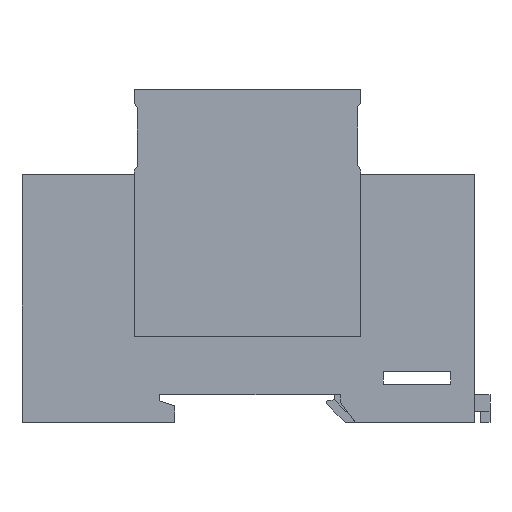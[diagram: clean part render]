
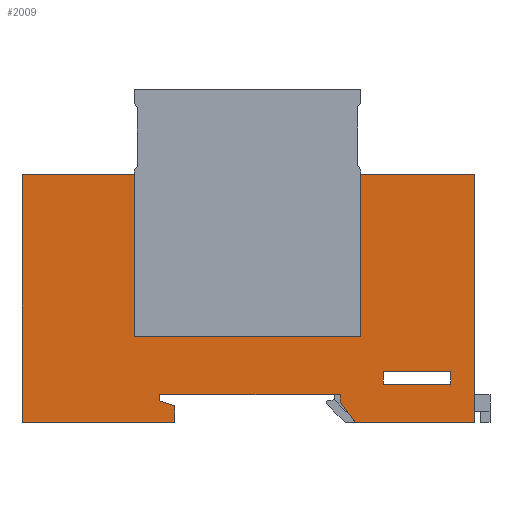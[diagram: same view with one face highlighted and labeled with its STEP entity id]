
A CAD part, left-side view. The second image highlights one B-rep face of the part: STEP entity #2009.
In plain terms, the highlighted planar face has unit normal (-1, 0, 0).
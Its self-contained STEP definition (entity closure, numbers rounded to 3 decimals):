
#40=DIRECTION('',(0.,-1.,0.));
#41=VECTOR('',#40,13.4);
#42=CARTESIAN_POINT('',(0.,18.1,10.1));
#43=LINE('',#42,#41);
#47=DIRECTION('',(0.,0.,1.));
#48=VECTOR('',#47,2.5);
#49=CARTESIAN_POINT('',(0.,18.1,7.6));
#50=LINE('',#49,#48);
#54=DIRECTION('',(0.,1.,0.));
#55=VECTOR('',#54,13.4);
#56=CARTESIAN_POINT('',(0.,4.7,7.6));
#57=LINE('',#56,#55);
#61=DIRECTION('',(0.,0.,-1.));
#62=VECTOR('',#61,2.5);
#63=CARTESIAN_POINT('',(0.,4.7,10.1));
#64=LINE('',#63,#62);
#68=DIRECTION('',(0.,0.,-1.));
#69=VECTOR('',#68,32.3);
#70=CARTESIAN_POINT('',(0.,67.65,49.3));
#71=LINE('',#70,#69);
#75=DIRECTION('',(0.,-1.,0.));
#76=VECTOR('',#75,45.);
#77=CARTESIAN_POINT('',(0.,67.65,17.));
#78=LINE('',#77,#76);
#82=DIRECTION('',(0.,0.,1.));
#83=VECTOR('',#82,32.3);
#84=CARTESIAN_POINT('',(0.,22.65,17.));
#85=LINE('',#84,#83);
#89=DIRECTION('',(0.,1.,0.));
#90=VECTOR('',#89,22.65);
#91=CARTESIAN_POINT('',(0.,0.,49.3));
#92=LINE('',#91,#90);
#96=DIRECTION('',(0.,0.,1.));
#97=VECTOR('',#96,49.3);
#98=CARTESIAN_POINT('',(0.,0.,0.));
#99=LINE('',#98,#97);
#103=DIRECTION('',(0.,-1.,0.));
#104=VECTOR('',#103,23.65);
#105=CARTESIAN_POINT('',(0.,23.65,0.));
#106=LINE('',#105,#104);
#110=DIRECTION('',(0.,0.6,0.8));
#111=VECTOR('',#110,5.);
#112=CARTESIAN_POINT('',(0.,23.65,0.));
#113=LINE('',#112,#111);
#117=DIRECTION('',(0.,0.,1.));
#118=VECTOR('',#117,1.5);
#119=CARTESIAN_POINT('',(0.,26.65,4.));
#120=LINE('',#119,#118);
#124=DIRECTION('',(0.,1.,0.));
#125=VECTOR('',#124,36.);
#126=CARTESIAN_POINT('',(0.,26.65,5.5));
#127=LINE('',#126,#125);
#131=DIRECTION('',(0.,0.,-1.));
#132=VECTOR('',#131,1.2);
#133=CARTESIAN_POINT('',(0.,62.65,5.5));
#134=LINE('',#133,#132);
#138=DIRECTION('',(0.,-0.949,-0.316));
#139=VECTOR('',#138,3.162);
#140=CARTESIAN_POINT('',(0.,62.65,4.3));
#141=LINE('',#140,#139);
#145=DIRECTION('',(0.,0.,1.));
#146=VECTOR('',#145,3.3);
#147=CARTESIAN_POINT('',(0.,59.65,0.));
#148=LINE('',#147,#146);
#152=DIRECTION('',(0.,-1.,0.));
#153=VECTOR('',#152,30.35);
#154=CARTESIAN_POINT('',(0.,90.,0.));
#155=LINE('',#154,#153);
#159=DIRECTION('',(0.,0.,-1.));
#160=VECTOR('',#159,49.3);
#161=CARTESIAN_POINT('',(0.,90.,49.3));
#162=LINE('',#161,#160);
#166=DIRECTION('',(0.,1.,0.));
#167=VECTOR('',#166,22.35);
#168=CARTESIAN_POINT('',(0.,67.65,49.3));
#169=LINE('',#168,#167);
#1658=CARTESIAN_POINT('',(0.,0.,0.));
#1659=CARTESIAN_POINT('',(0.,0.,49.3));
#1660=VERTEX_POINT('',#1658);
#1661=VERTEX_POINT('',#1659);
#1662=CARTESIAN_POINT('',(0.,90.,49.3));
#1663=CARTESIAN_POINT('',(0.,90.,0.));
#1664=VERTEX_POINT('',#1662);
#1665=VERTEX_POINT('',#1663);
#1710=CARTESIAN_POINT('',(0.,18.1,10.1));
#1711=CARTESIAN_POINT('',(0.,4.7,10.1));
#1712=VERTEX_POINT('',#1710);
#1713=VERTEX_POINT('',#1711);
#1714=CARTESIAN_POINT('',(0.,4.7,7.6));
#1715=VERTEX_POINT('',#1714);
#1716=CARTESIAN_POINT('',(0.,18.1,7.6));
#1717=VERTEX_POINT('',#1716);
#1726=CARTESIAN_POINT('',(0.,23.65,0.));
#1727=CARTESIAN_POINT('',(0.,26.65,4.));
#1728=VERTEX_POINT('',#1726);
#1729=VERTEX_POINT('',#1727);
#1730=CARTESIAN_POINT('',(0.,26.65,5.5));
#1731=VERTEX_POINT('',#1730);
#1732=CARTESIAN_POINT('',(0.,62.65,5.5));
#1733=VERTEX_POINT('',#1732);
#1734=CARTESIAN_POINT('',(0.,62.65,4.3));
#1735=VERTEX_POINT('',#1734);
#1736=CARTESIAN_POINT('',(0.,59.65,3.3));
#1737=VERTEX_POINT('',#1736);
#1738=CARTESIAN_POINT('',(0.,59.65,0.));
#1739=VERTEX_POINT('',#1738);
#1930=CARTESIAN_POINT('',(0.,67.65,49.3));
#1931=CARTESIAN_POINT('',(0.,67.65,17.));
#1932=VERTEX_POINT('',#1930);
#1933=VERTEX_POINT('',#1931);
#1934=CARTESIAN_POINT('',(0.,22.65,17.));
#1935=VERTEX_POINT('',#1934);
#1936=CARTESIAN_POINT('',(0.,22.65,49.3));
#1937=VERTEX_POINT('',#1936);
#1962=CARTESIAN_POINT('',(0.,0.,0.));
#1963=DIRECTION('',(-1.,0.,0.));
#1964=DIRECTION('',(0.,0.,1.));
#1965=AXIS2_PLACEMENT_3D('',#1962,#1963,#1964);
#1966=PLANE('',#1965);
#1968=ORIENTED_EDGE('',*,*,#1967,.T.);
#1970=ORIENTED_EDGE('',*,*,#1969,.T.);
#1972=ORIENTED_EDGE('',*,*,#1971,.T.);
#1974=ORIENTED_EDGE('',*,*,#1973,.F.);
#1976=ORIENTED_EDGE('',*,*,#1975,.F.);
#1978=ORIENTED_EDGE('',*,*,#1977,.F.);
#1980=ORIENTED_EDGE('',*,*,#1979,.T.);
#1982=ORIENTED_EDGE('',*,*,#1981,.T.);
#1984=ORIENTED_EDGE('',*,*,#1983,.T.);
#1986=ORIENTED_EDGE('',*,*,#1985,.T.);
#1988=ORIENTED_EDGE('',*,*,#1987,.T.);
#1990=ORIENTED_EDGE('',*,*,#1989,.F.);
#1992=ORIENTED_EDGE('',*,*,#1991,.F.);
#1994=ORIENTED_EDGE('',*,*,#1993,.F.);
#1996=ORIENTED_EDGE('',*,*,#1995,.F.);
#1997=EDGE_LOOP('',(#1968,#1970,#1972,#1974,#1976,#1978,#1980,#1982,#1984,#1986,
#1988,#1990,#1992,#1994,#1996));
#1998=FACE_OUTER_BOUND('',#1997,.F.);
#2000=ORIENTED_EDGE('',*,*,#1999,.F.);
#2002=ORIENTED_EDGE('',*,*,#2001,.F.);
#2004=ORIENTED_EDGE('',*,*,#2003,.F.);
#2006=ORIENTED_EDGE('',*,*,#2005,.F.);
#2007=EDGE_LOOP('',(#2000,#2002,#2004,#2006));
#2008=FACE_BOUND('',#2007,.F.);
#1967=EDGE_CURVE('',#1932,#1933,#71,.T.);
#1969=EDGE_CURVE('',#1933,#1935,#78,.T.);
#1971=EDGE_CURVE('',#1935,#1937,#85,.T.);
#1973=EDGE_CURVE('',#1661,#1937,#92,.T.);
#1975=EDGE_CURVE('',#1660,#1661,#99,.T.);
#1977=EDGE_CURVE('',#1728,#1660,#106,.T.);
#1979=EDGE_CURVE('',#1728,#1729,#113,.T.);
#1981=EDGE_CURVE('',#1729,#1731,#120,.T.);
#1983=EDGE_CURVE('',#1731,#1733,#127,.T.);
#1985=EDGE_CURVE('',#1733,#1735,#134,.T.);
#1987=EDGE_CURVE('',#1735,#1737,#141,.T.);
#1989=EDGE_CURVE('',#1739,#1737,#148,.T.);
#1991=EDGE_CURVE('',#1665,#1739,#155,.T.);
#1993=EDGE_CURVE('',#1664,#1665,#162,.T.);
#1995=EDGE_CURVE('',#1932,#1664,#169,.T.);
#1999=EDGE_CURVE('',#1712,#1713,#43,.T.);
#2001=EDGE_CURVE('',#1717,#1712,#50,.T.);
#2003=EDGE_CURVE('',#1715,#1717,#57,.T.);
#2005=EDGE_CURVE('',#1713,#1715,#64,.T.);
#2009=ADVANCED_FACE('',(#1998,#2008),#1966,.T.);
